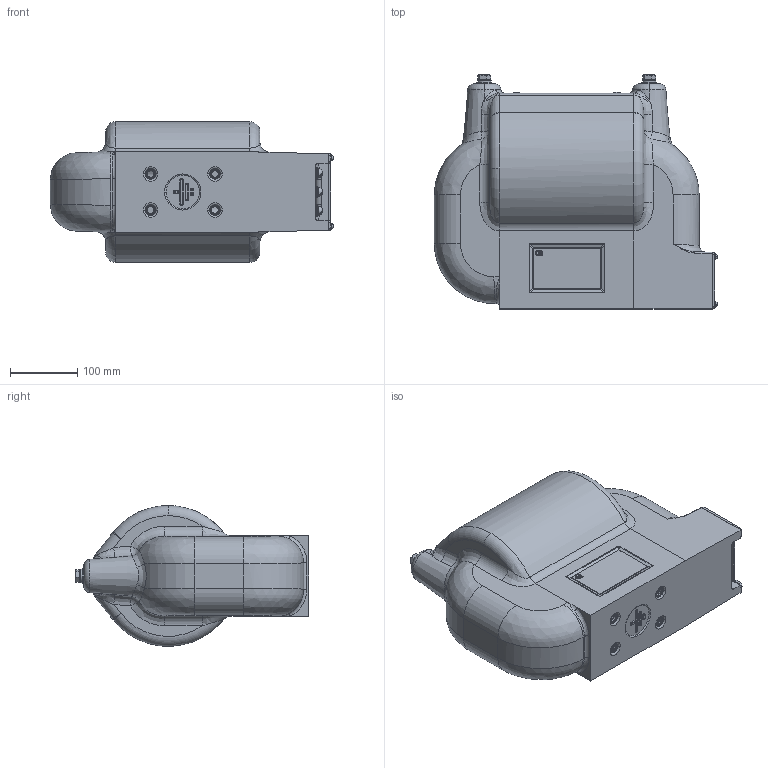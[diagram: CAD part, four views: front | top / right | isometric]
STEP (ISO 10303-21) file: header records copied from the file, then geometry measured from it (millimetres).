
FILE_DESCRIPTION (( 'STEP AP214' ), '1' );
FILE_NAME ('ﾎﾋﾑ-4 (ﾌ).STEP', '2023-06-30T08:35:27', ( '' ), ( '' ), 'SwSTEP 2.0', 'SolidWorks 2010', '' );
FILE_SCHEMA (( 'AUTOMOTIVE_DESIGN' ));
Length unit declared in the file: millimetre
Products named in the file (1): ﾎﾋﾑ-4 (ﾌ)
Bounding box: 422.56 x 348.94 x 210 mm (x, y, z)
Surface area: 421103.8 mm2 (no closed solid volume)
Topology: 0 solids, 43 shells, 457 faces, 1386 edges, 942 vertices
Faces by surface type: plane 157, cylinder 120, cone 60, torus 53, bspline 48, sphere 19
Entity records: 24266 total; most frequent: CARTESIAN_POINT 7055, DIRECTION 2685, ORIENTED_EDGE 2268, EDGE_CURVE 1376, AXIS2_PLACEMENT_3D 1066, VERTEX_POINT 942, CIRCLE 656, VECTOR 553
